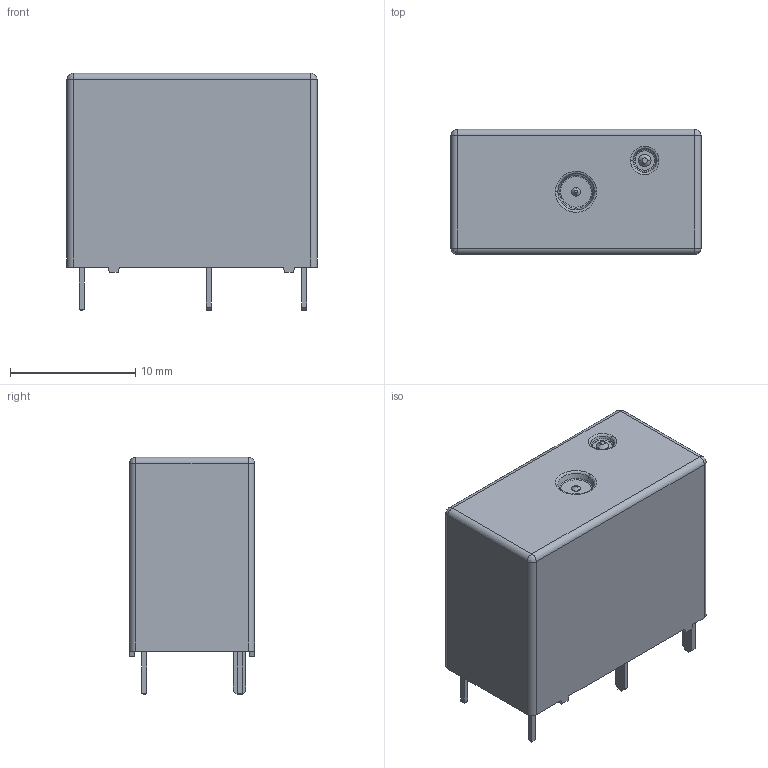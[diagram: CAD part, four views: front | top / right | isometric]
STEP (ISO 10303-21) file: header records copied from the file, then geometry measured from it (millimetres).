
FILE_DESCRIPTION (( 'STEP AP214' ), '1' );
FILE_NAME ('Omron_G5Q-1A.STEP', '2020-04-19T07:49:44', ( '' ), ( '' ), 'SwSTEP 2.0', 'SolidWorks 2017', '' );
FILE_SCHEMA (( 'AUTOMOTIVE_DESIGN' ));
Length unit declared in the file: millimetre
Products named in the file (1): Omron_G5Q-1A
Bounding box: 20 x 10 x 19 mm (x, y, z)
Volume: 3053.9 mm3; surface area: 1374 mm2
Topology: 1 solids, 1 shells, 194 faces, 473 edges, 287 vertices
Faces by surface type: plane 94, cylinder 68, bspline 24, cone 8
Entity records: 6995 total; most frequent: CARTESIAN_POINT 1616, ORIENTED_EDGE 938, DIRECTION 880, EDGE_CURVE 469, VECTOR 314, LINE 314, VERTEX_POINT 287, AXIS2_PLACEMENT_3D 283
